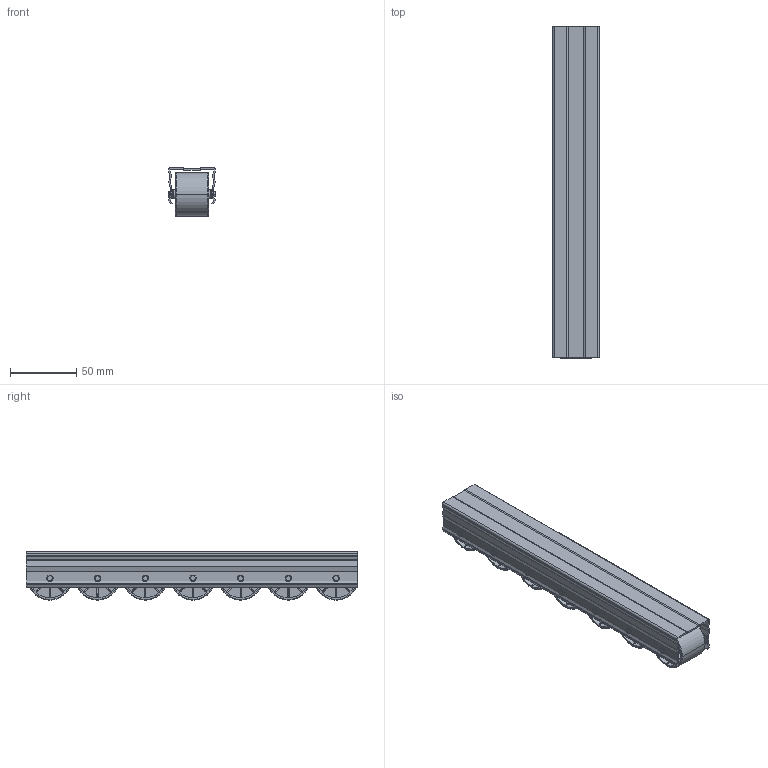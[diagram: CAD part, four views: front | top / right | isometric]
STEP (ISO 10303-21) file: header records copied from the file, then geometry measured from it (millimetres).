
FILE_DESCRIPTION (( 'STEP AP214' ), '1' );
FILE_NAME ('Z23 Ñòàëüíûå ðîëèêîâûå íàïðàâëÿþùèå Ô33.STEP', '2023-11-16T12:55:37', ( '' ), ( '' ), 'SwSTEP 2.0', 'SolidWorks 2022', '' );
FILE_SCHEMA (( 'AUTOMOTIVE_DESIGN' ));
Length unit declared in the file: millimetre
Products named in the file (1): Z23 Стальные роликовые направляющие Ф33
Bounding box: 35.3 x 250.5 x 36.5 mm (x, y, z)
Volume: 78732.6 mm3; surface area: 118438.6 mm2
Topology: 15 solids, 15 shells, 818 faces, 2182 edges, 1422 vertices
Faces by surface type: plane 430, cylinder 290, torus 98
Entity records: 45776 total; most frequent: CARTESIAN_POINT 17359, ORIENTED_EDGE 4364, DIRECTION 3588, EDGE_CURVE 2182, AXIS2_PLACEMENT_3D 1539, VERTEX_POINT 1422, B_SPLINE_CURVE_WITH_KNOTS 952, EDGE_LOOP 888
